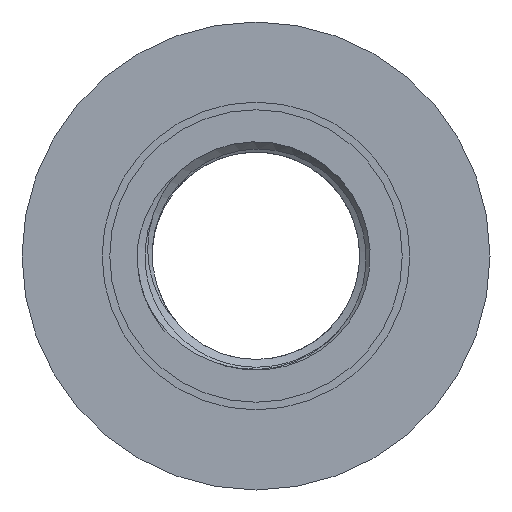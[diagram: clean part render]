
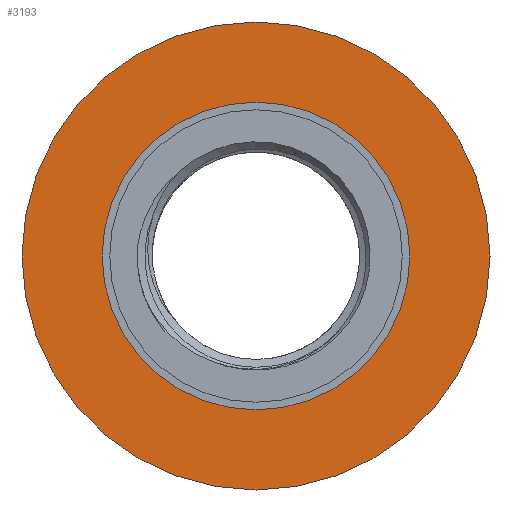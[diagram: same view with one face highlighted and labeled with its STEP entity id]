
A CAD part, left-side view. The second image highlights one B-rep face of the part: STEP entity #3193.
In plain terms, the highlighted planar face has unit normal (-1, 0, 0).
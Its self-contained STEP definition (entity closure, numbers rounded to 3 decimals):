
#294 = EDGE_LOOP ( 'NONE', ( #4350 ) ) ;
#929 = PLANE ( 'NONE',  #4297 ) ;
#1009 = EDGE_LOOP ( 'NONE', ( #2018 ) ) ;
#1086 = DIRECTION ( 'NONE',  ( -1., 0., 0. ) ) ;
#1278 = CIRCLE ( 'NONE', #8152, 13.15 ) ;
#1535 = DIRECTION ( 'NONE',  ( -1., 0., 0. ) ) ;
#2018 = ORIENTED_EDGE ( 'NONE', *, *, #2188, .T. ) ;
#2188 = EDGE_CURVE ( 'NONE', #7306, #7306, #7490, .T. ) ;
#2600 = DIRECTION ( 'NONE',  ( 0., 0., -1. ) ) ;
#2851 = FACE_BOUND ( 'NONE', #294, .T. ) ;
#3193 = ADVANCED_FACE ( 'NONE', ( #2851, #7989 ), #929, .T. ) ;
#4024 = CARTESIAN_POINT ( 'NONE',  ( 0., 0., 20. ) ) ;
#4090 = CARTESIAN_POINT ( 'NONE',  ( 0., 0., 0. ) ) ;
#4247 = DIRECTION ( 'NONE',  ( 0., 0., 1. ) ) ;
#4297 = AXIS2_PLACEMENT_3D ( 'NONE', #4090, #1535, #4667 ) ;
#4350 = ORIENTED_EDGE ( 'NONE', *, *, #6846, .T. ) ;
#4667 = DIRECTION ( 'NONE',  ( 0., 0., 1. ) ) ;
#5324 = CARTESIAN_POINT ( 'NONE',  ( 0., 0., -13.15 ) ) ;
#5435 = CARTESIAN_POINT ( 'NONE',  ( 0., 0., 0. ) ) ;
#5901 = VERTEX_POINT ( 'NONE', #5324 ) ;
#6381 = DIRECTION ( 'NONE',  ( 1., 0., 0. ) ) ;
#6572 = AXIS2_PLACEMENT_3D ( 'NONE', #5435, #1086, #4247 ) ;
#6846 = EDGE_CURVE ( 'NONE', #5901, #5901, #1278, .T. ) ;
#7306 = VERTEX_POINT ( 'NONE', #4024 ) ;
#7490 = CIRCLE ( 'NONE', #6572, 20. ) ;
#7648 = CARTESIAN_POINT ( 'NONE',  ( 0., 0., 0. ) ) ;
#7989 = FACE_OUTER_BOUND ( 'NONE', #1009, .T. ) ;
#8152 = AXIS2_PLACEMENT_3D ( 'NONE', #7648, #6381, #2600 ) ;
